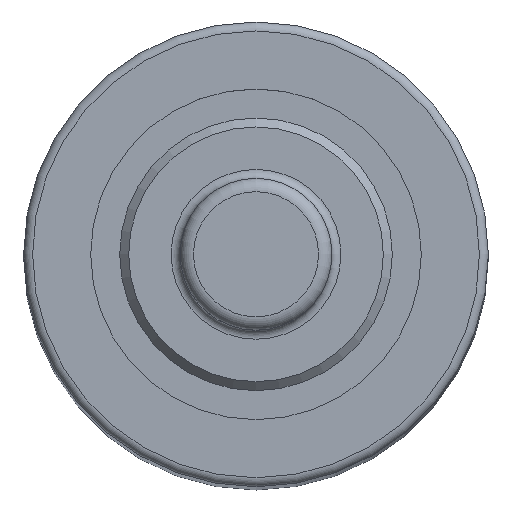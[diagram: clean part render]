
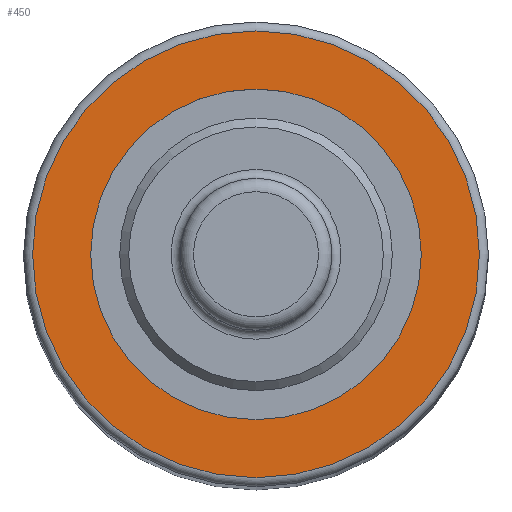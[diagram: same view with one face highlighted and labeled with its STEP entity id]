
A CAD part, top view. The second image highlights one B-rep face of the part: STEP entity #450.
In plain terms, the highlighted planar face has unit normal (0, 0, 1).
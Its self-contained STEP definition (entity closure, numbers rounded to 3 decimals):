
#323 = CYLINDRICAL_SURFACE('',#324,3.7);
#324 = AXIS2_PLACEMENT_3D('',#325,#326,#327);
#325 = CARTESIAN_POINT('',(0.,0.,43.3));
#326 = DIRECTION('',(0.,0.,-1.));
#327 = DIRECTION('',(1.,0.,0.));
#395 = EDGE_CURVE('',#396,#396,#398,.T.);
#396 = VERTEX_POINT('',#397);
#397 = CARTESIAN_POINT('',(3.7,0.,43.3));
#398 = SURFACE_CURVE('',#399,(#404,#411),.PCURVE_S1.);
#399 = CIRCLE('',#400,3.7);
#400 = AXIS2_PLACEMENT_3D('',#401,#402,#403);
#401 = CARTESIAN_POINT('',(0.,0.,43.3));
#402 = DIRECTION('',(0.,0.,-1.));
#403 = DIRECTION('',(1.,0.,0.));
#404 = PCURVE('',#323,#405);
#405 = DEFINITIONAL_REPRESENTATION('',(#406),#410);
#406 = LINE('',#407,#408);
#407 = CARTESIAN_POINT('',(0.,0.));
#408 = VECTOR('',#409,1.);
#409 = DIRECTION('',(1.,0.));
#410 = ( GEOMETRIC_REPRESENTATION_CONTEXT(2) 
PARAMETRIC_REPRESENTATION_CONTEXT() REPRESENTATION_CONTEXT('2D SPACE',''
  ) );
#411 = PCURVE('',#412,#417);
#412 = PLANE('',#413);
#413 = AXIS2_PLACEMENT_3D('',#414,#415,#416);
#414 = CARTESIAN_POINT('',(0.,0.,43.3));
#415 = DIRECTION('',(0.,0.,-1.));
#416 = DIRECTION('',(1.,0.,0.));
#417 = DEFINITIONAL_REPRESENTATION('',(#418),#422);
#418 = CIRCLE('',#419,3.7);
#419 = AXIS2_PLACEMENT_2D('',#420,#421);
#420 = CARTESIAN_POINT('',(0.,0.));
#421 = DIRECTION('',(1.,0.));
#422 = ( GEOMETRIC_REPRESENTATION_CONTEXT(2) 
PARAMETRIC_REPRESENTATION_CONTEXT() REPRESENTATION_CONTEXT('2D SPACE',''
  ) );
#450 = ADVANCED_FACE('',(#451,#482),#412,.F.);
#451 = FACE_BOUND('',#452,.F.);
#452 = EDGE_LOOP('',(#453));
#453 = ORIENTED_EDGE('',*,*,#454,.T.);
#454 = EDGE_CURVE('',#455,#455,#457,.T.);
#455 = VERTEX_POINT('',#456);
#456 = CARTESIAN_POINT('',(5.,0.,43.3));
#457 = SURFACE_CURVE('',#458,(#463,#470),.PCURVE_S1.);
#458 = CIRCLE('',#459,5.);
#459 = AXIS2_PLACEMENT_3D('',#460,#461,#462);
#460 = CARTESIAN_POINT('',(0.,0.,43.3));
#461 = DIRECTION('',(0.,0.,-1.));
#462 = DIRECTION('',(1.,0.,0.));
#463 = PCURVE('',#412,#464);
#464 = DEFINITIONAL_REPRESENTATION('',(#465),#469);
#465 = CIRCLE('',#466,5.);
#466 = AXIS2_PLACEMENT_2D('',#467,#468);
#467 = CARTESIAN_POINT('',(0.,0.));
#468 = DIRECTION('',(1.,0.));
#469 = ( GEOMETRIC_REPRESENTATION_CONTEXT(2) 
PARAMETRIC_REPRESENTATION_CONTEXT() REPRESENTATION_CONTEXT('2D SPACE',''
  ) );
#470 = PCURVE('',#471,#476);
#471 = TOROIDAL_SURFACE('',#472,5.,0.2);
#472 = AXIS2_PLACEMENT_3D('',#473,#474,#475);
#473 = CARTESIAN_POINT('',(0.,0.,43.1));
#474 = DIRECTION('',(0.,0.,1.));
#475 = DIRECTION('',(1.,0.,0.));
#476 = DEFINITIONAL_REPRESENTATION('',(#477),#481);
#477 = LINE('',#478,#479);
#478 = CARTESIAN_POINT('',(-0.,1.571));
#479 = VECTOR('',#480,1.);
#480 = DIRECTION('',(-1.,0.));
#481 = ( GEOMETRIC_REPRESENTATION_CONTEXT(2) 
PARAMETRIC_REPRESENTATION_CONTEXT() REPRESENTATION_CONTEXT('2D SPACE',''
  ) );
#482 = FACE_BOUND('',#483,.F.);
#483 = EDGE_LOOP('',(#484));
#484 = ORIENTED_EDGE('',*,*,#395,.F.);
